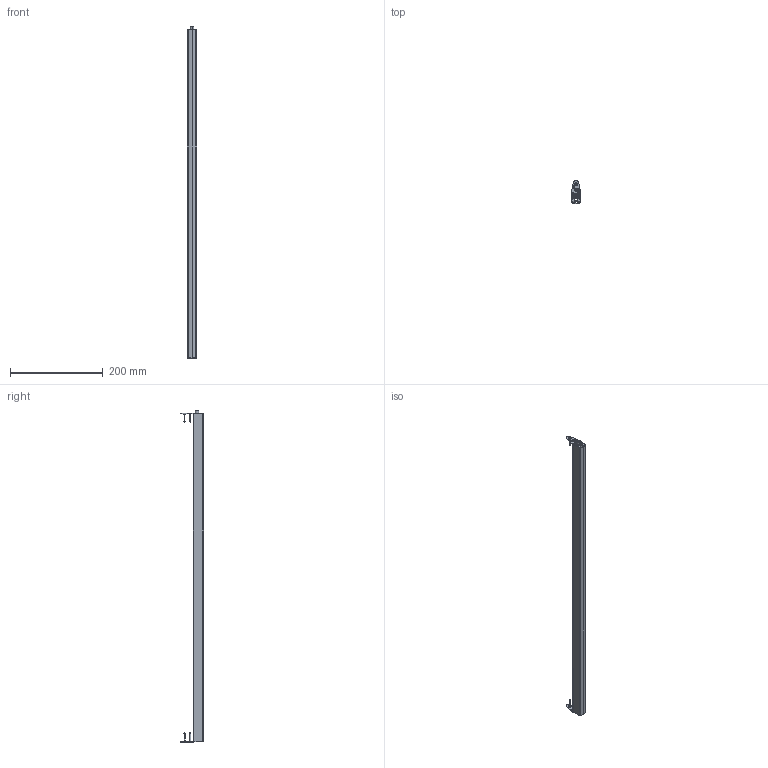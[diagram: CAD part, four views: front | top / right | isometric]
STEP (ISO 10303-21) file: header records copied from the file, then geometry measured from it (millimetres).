
FILE_DESCRIPTION (( 'STEP AP203' ), '1' );
FILE_NAME ('MF 710.STEP', '2025-02-28T12:31:31', ( '' ), ( '' ), 'SwSTEP 2.0', 'SolidWorks 2023', '' );
FILE_SCHEMA (( 'CONFIG_CONTROL_DESIGN' ));
Length unit declared in the file: millimetre
Products named in the file (6): Innengeometrie_20_710; Aussengehäuse MF_708; MF 710; Haltewinkel 20_900242 Haltewinkel MF Metall; Betätigungsteil_20; Schraube d3x20_01
Assembly tree (9 placements, depth 2):
  MF 710
    Aussengehäuse MF_708
    Innengeometrie_20_710
    Betätigungsteil_20
    Haltewinkel 20_900242 Haltewinkel MF Metall  x2
    Schraube d3x20_01  x4
Bounding box: 20 x 50.11 x 717 mm (x, y, z)
Volume: 150974.9 mm3; surface area: 213963.9 mm2
Topology: 24 solids, 24 shells, 1191 faces, 3307 edges, 2192 vertices
Faces by surface type: plane 564, bspline 490, cylinder 111, cone 24, torus 2
Entity records: 47181 total; most frequent: CARTESIAN_POINT 26003, ORIENTED_EDGE 4968, DIRECTION 2854, EDGE_CURVE 2484, VERTEX_POINT 1653, VECTOR 1564, LINE 1564, EDGE_LOOP 991
